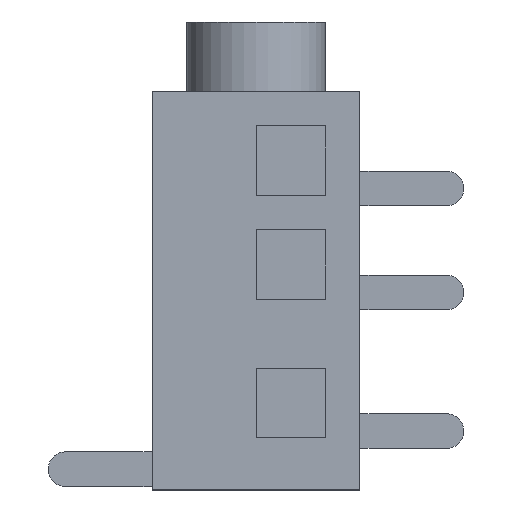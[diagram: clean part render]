
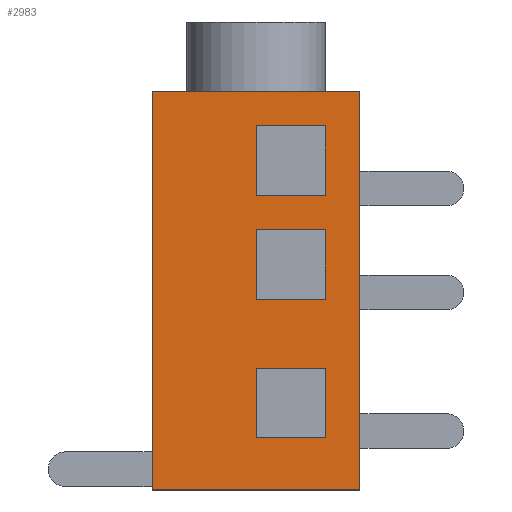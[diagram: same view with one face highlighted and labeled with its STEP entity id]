
A CAD part, top view. The second image highlights one B-rep face of the part: STEP entity #2983.
In plain terms, the highlighted planar face has unit normal (0, 0, 1).
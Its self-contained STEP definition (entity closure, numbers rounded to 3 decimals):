
#26=FACE_BOUND('',#464,.T.);
#27=FACE_BOUND('',#465,.T.);
#28=FACE_BOUND('',#466,.T.);
#133=PLANE('',#3208);
#291=FACE_OUTER_BOUND('',#463,.T.);
#463=EDGE_LOOP('',(#2461,#2462,#2463,#2464));
#464=EDGE_LOOP('',(#2465,#2466,#2467,#2468));
#465=EDGE_LOOP('',(#2469,#2470,#2471,#2472));
#466=EDGE_LOOP('',(#2473,#2474,#2475,#2476));
#638=LINE('',#4303,#1013);
#646=LINE('',#4318,#1021);
#648=LINE('',#4328,#1023);
#656=LINE('',#4343,#1031);
#658=LINE('',#4348,#1033);
#665=LINE('',#4361,#1040);
#694=LINE('',#4420,#1069);
#701=LINE('',#4432,#1076);
#705=LINE('',#4440,#1080);
#742=LINE('',#4519,#1117);
#743=LINE('',#4522,#1118);
#745=LINE('',#4525,#1120);
#748=LINE('',#4531,#1123);
#749=LINE('',#4534,#1124);
#750=LINE('',#4536,#1125);
#751=LINE('',#4538,#1126);
#1013=VECTOR('',#3489,10.);
#1021=VECTOR('',#3499,10.);
#1023=VECTOR('',#3507,10.);
#1031=VECTOR('',#3517,10.);
#1033=VECTOR('',#3521,10.);
#1040=VECTOR('',#3530,10.);
#1069=VECTOR('',#3575,10.);
#1076=VECTOR('',#3584,10.);
#1080=VECTOR('',#3590,10.);
#1117=VECTOR('',#3671,10.);
#1118=VECTOR('',#3676,10.);
#1120=VECTOR('',#3680,10.);
#1123=VECTOR('',#3687,10.);
#1124=VECTOR('',#3692,10.);
#1125=VECTOR('',#3695,10.);
#1126=VECTOR('',#3698,10.);
#1420=VERTEX_POINT('',#4300);
#1421=VERTEX_POINT('',#4302);
#1427=VERTEX_POINT('',#4316);
#1431=VERTEX_POINT('',#4325);
#1432=VERTEX_POINT('',#4327);
#1438=VERTEX_POINT('',#4341);
#1439=VERTEX_POINT('',#4345);
#1440=VERTEX_POINT('',#4347);
#1445=VERTEX_POINT('',#4359);
#1466=VERTEX_POINT('',#4417);
#1467=VERTEX_POINT('',#4419);
#1471=VERTEX_POINT('',#4431);
#1473=VERTEX_POINT('',#4437);
#1474=VERTEX_POINT('',#4439);
#1494=VERTEX_POINT('',#4517);
#1495=VERTEX_POINT('',#4529);
#1722=EDGE_CURVE('',#1421,#1420,#638,.T.);
#1730=EDGE_CURVE('',#1420,#1427,#646,.T.);
#1734=EDGE_CURVE('',#1432,#1431,#648,.T.);
#1742=EDGE_CURVE('',#1431,#1438,#656,.T.);
#1744=EDGE_CURVE('',#1440,#1439,#658,.T.);
#1751=EDGE_CURVE('',#1439,#1445,#665,.T.);
#1780=EDGE_CURVE('',#1467,#1466,#694,.T.);
#1787=EDGE_CURVE('',#1471,#1432,#701,.T.);
#1791=EDGE_CURVE('',#1474,#1473,#705,.T.);
#1836=EDGE_CURVE('',#1427,#1494,#742,.T.);
#1837=EDGE_CURVE('',#1494,#1421,#743,.T.);
#1839=EDGE_CURVE('',#1438,#1471,#745,.T.);
#1842=EDGE_CURVE('',#1445,#1495,#748,.T.);
#1843=EDGE_CURVE('',#1495,#1440,#749,.T.);
#1844=EDGE_CURVE('',#1466,#1474,#750,.T.);
#1845=EDGE_CURVE('',#1473,#1467,#751,.T.);
#2461=ORIENTED_EDGE('',*,*,#1791,.T.);
#2462=ORIENTED_EDGE('',*,*,#1845,.T.);
#2463=ORIENTED_EDGE('',*,*,#1780,.T.);
#2464=ORIENTED_EDGE('',*,*,#1844,.T.);
#2465=ORIENTED_EDGE('',*,*,#1843,.T.);
#2466=ORIENTED_EDGE('',*,*,#1744,.T.);
#2467=ORIENTED_EDGE('',*,*,#1751,.T.);
#2468=ORIENTED_EDGE('',*,*,#1842,.T.);
#2469=ORIENTED_EDGE('',*,*,#1787,.T.);
#2470=ORIENTED_EDGE('',*,*,#1734,.T.);
#2471=ORIENTED_EDGE('',*,*,#1742,.T.);
#2472=ORIENTED_EDGE('',*,*,#1839,.T.);
#2473=ORIENTED_EDGE('',*,*,#1837,.T.);
#2474=ORIENTED_EDGE('',*,*,#1722,.T.);
#2475=ORIENTED_EDGE('',*,*,#1730,.T.);
#2476=ORIENTED_EDGE('',*,*,#1836,.T.);
#2983=ADVANCED_FACE('',(#291,#26,#27,#28),#133,.T.);
#3208=AXIS2_PLACEMENT_3D('',#4539,#3699,#3700);
#3489=DIRECTION('',(-1.,0.,0.));
#3499=DIRECTION('',(0.,1.,0.));
#3507=DIRECTION('',(-1.,0.,0.));
#3517=DIRECTION('',(0.,1.,0.));
#3521=DIRECTION('',(-1.,0.,0.));
#3530=DIRECTION('',(0.,1.,0.));
#3575=DIRECTION('',(0.,1.,0.));
#3584=DIRECTION('',(0.,-1.,0.));
#3590=DIRECTION('',(0.,-1.,0.));
#3671=DIRECTION('',(1.,0.,0.));
#3676=DIRECTION('',(0.,-1.,0.));
#3680=DIRECTION('',(1.,0.,0.));
#3687=DIRECTION('',(1.,0.,0.));
#3692=DIRECTION('',(0.,-1.,0.));
#3695=DIRECTION('',(-1.,0.,0.));
#3698=DIRECTION('',(1.,0.,0.));
#3699=DIRECTION('center_axis',(0.,0.,1.));
#3700=DIRECTION('ref_axis',(1.,0.,0.));
#4300=CARTESIAN_POINT('',(3.,8.5,5.));
#4302=CARTESIAN_POINT('',(5.,8.5,5.));
#4303=CARTESIAN_POINT('',(3.,8.5,5.));
#4316=CARTESIAN_POINT('',(3.,10.5,5.));
#4318=CARTESIAN_POINT('',(3.,10.5,5.));
#4325=CARTESIAN_POINT('',(3.,5.5,5.));
#4327=CARTESIAN_POINT('',(5.,5.5,5.));
#4328=CARTESIAN_POINT('',(3.,5.5,5.));
#4341=CARTESIAN_POINT('',(3.,7.5,5.));
#4343=CARTESIAN_POINT('',(3.,7.5,5.));
#4345=CARTESIAN_POINT('',(3.,1.5,5.));
#4347=CARTESIAN_POINT('',(5.,1.5,5.));
#4348=CARTESIAN_POINT('',(3.,1.5,5.));
#4359=CARTESIAN_POINT('',(3.,3.5,5.));
#4361=CARTESIAN_POINT('',(3.,3.5,5.));
#4417=CARTESIAN_POINT('',(6.,11.5,5.));
#4419=CARTESIAN_POINT('',(6.,0.,5.));
#4420=CARTESIAN_POINT('',(6.,0.,5.));
#4431=CARTESIAN_POINT('',(5.,7.5,5.));
#4432=CARTESIAN_POINT('',(5.,5.5,5.));
#4437=CARTESIAN_POINT('',(0.,0.,5.));
#4439=CARTESIAN_POINT('',(0.,11.5,5.));
#4440=CARTESIAN_POINT('',(0.,11.5,5.));
#4517=CARTESIAN_POINT('',(5.,10.5,5.));
#4519=CARTESIAN_POINT('',(5.,10.5,5.));
#4522=CARTESIAN_POINT('',(5.,8.5,5.));
#4525=CARTESIAN_POINT('',(5.,7.5,5.));
#4529=CARTESIAN_POINT('',(5.,3.5,5.));
#4531=CARTESIAN_POINT('',(5.,3.5,5.));
#4534=CARTESIAN_POINT('',(5.,1.5,5.));
#4536=CARTESIAN_POINT('',(6.,11.5,5.));
#4538=CARTESIAN_POINT('',(0.,0.,5.));
#4539=CARTESIAN_POINT('Origin',(3.,5.75,5.));
